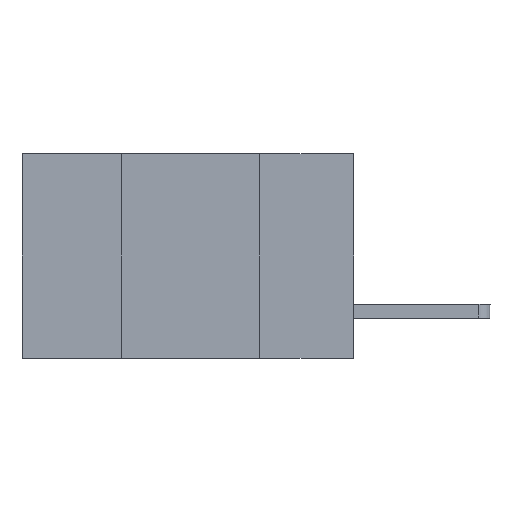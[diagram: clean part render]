
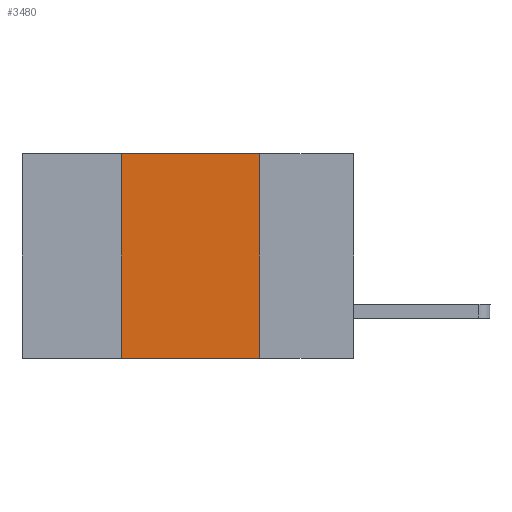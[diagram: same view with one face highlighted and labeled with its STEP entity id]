
A CAD part, left-side view. The second image highlights one B-rep face of the part: STEP entity #3480.
In plain terms, the highlighted planar face has unit normal (-1, 0, 0).
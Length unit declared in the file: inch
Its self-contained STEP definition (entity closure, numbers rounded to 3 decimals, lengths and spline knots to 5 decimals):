
#183 = CARTESIAN_POINT ( 'NONE',  ( 0., 0.6, 0. ) ) ;
#202 = CARTESIAN_POINT ( 'NONE',  ( 0., 0.17, -0.37 ) ) ;
#523 = AXIS2_PLACEMENT_3D ( 'NONE', #183, #4094, #7139 ) ;
#1455 = LINE ( 'NONE', #7666, #7352 ) ;
#1606 = VERTEX_POINT ( 'NONE', #7458 ) ;
#1948 = DIRECTION ( 'NONE',  ( 0., 0., 1. ) ) ;
#1954 = VERTEX_POINT ( 'NONE', #6172 ) ;
#2780 = ORIENTED_EDGE ( 'NONE', *, *, #6742, .T. ) ;
#2913 = ORIENTED_EDGE ( 'NONE', *, *, #2959, .F. ) ;
#2920 = VERTEX_POINT ( 'NONE', #202 ) ;
#2959 = EDGE_CURVE ( 'NONE', #1606, #1954, #9610, .T. ) ;
#3455 = CARTESIAN_POINT ( 'NONE',  ( 0., 0.42, 0. ) ) ;
#3480 = ADVANCED_FACE ( 'NONE', ( #3542 ), #4056, .F. ) ;
#3542 = FACE_OUTER_BOUND ( 'NONE', #9837, .T. ) ;
#3794 = LINE ( 'NONE', #5423, #5584 ) ;
#3909 = ORIENTED_EDGE ( 'NONE', *, *, #8482, .F. ) ;
#4056 = PLANE ( 'NONE',  #523 ) ;
#4094 = DIRECTION ( 'NONE',  ( 1., 0., 0. ) ) ;
#4300 = EDGE_CURVE ( 'NONE', #5241, #2920, #3794, .T. ) ;
#4571 = VECTOR ( 'NONE', #8920, 39.37008 ) ;
#4981 = CARTESIAN_POINT ( 'NONE',  ( 0., 0.6, 0. ) ) ;
#5156 = LINE ( 'NONE', #4981, #4571 ) ;
#5241 = VERTEX_POINT ( 'NONE', #5360 ) ;
#5360 = CARTESIAN_POINT ( 'NONE',  ( 0., 0.17, 0. ) ) ;
#5423 = CARTESIAN_POINT ( 'NONE',  ( 0., 0.17, 0. ) ) ;
#5584 = VECTOR ( 'NONE', #6974, 39.37008 ) ;
#6043 = DIRECTION ( 'NONE',  ( 0., -1., 0. ) ) ;
#6172 = CARTESIAN_POINT ( 'NONE',  ( 0., 0.42, 0. ) ) ;
#6547 = VECTOR ( 'NONE', #1948, 39.37008 ) ;
#6742 = EDGE_CURVE ( 'NONE', #1606, #2920, #1455, .T. ) ;
#6974 = DIRECTION ( 'NONE',  ( 0., 0., -1. ) ) ;
#7139 = DIRECTION ( 'NONE',  ( 0., 0., -1. ) ) ;
#7347 = ORIENTED_EDGE ( 'NONE', *, *, #4300, .F. ) ;
#7352 = VECTOR ( 'NONE', #6043, 39.37008 ) ;
#7458 = CARTESIAN_POINT ( 'NONE',  ( 0., 0.42, -0.37 ) ) ;
#7666 = CARTESIAN_POINT ( 'NONE',  ( 0., 0.6, -0.37 ) ) ;
#8482 = EDGE_CURVE ( 'NONE', #1954, #5241, #5156, .T. ) ;
#8920 = DIRECTION ( 'NONE',  ( 0., -1., 0. ) ) ;
#9610 = LINE ( 'NONE', #3455, #6547 ) ;
#9837 = EDGE_LOOP ( 'NONE', ( #7347, #3909, #2913, #2780 ) ) ;
